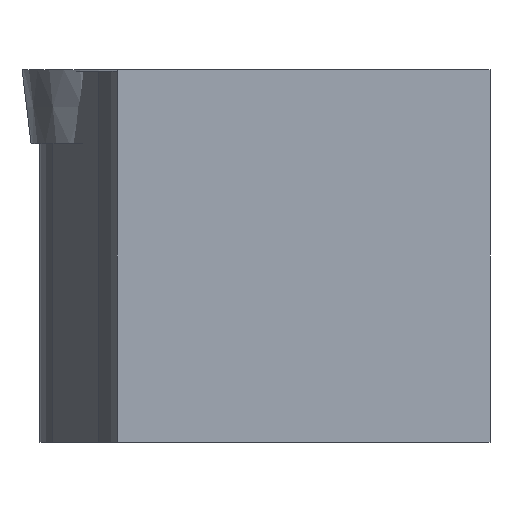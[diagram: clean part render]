
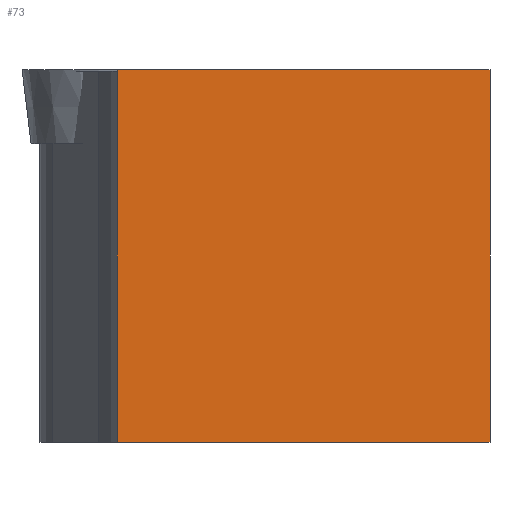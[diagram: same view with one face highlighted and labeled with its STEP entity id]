
A CAD part, front view. The second image highlights one B-rep face of the part: STEP entity #73.
In plain terms, the highlighted planar face has unit normal (0, -1, 0).
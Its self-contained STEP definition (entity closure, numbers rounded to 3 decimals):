
#60=PLANE('',#303);
#73=ADVANCED_FACE('',(#92),#60,.T.);
#92=FACE_OUTER_BOUND('',#103,.T.);
#103=EDGE_LOOP('',(#192,#193,#194,#195));
#132=LINE('',#433,#154);
#135=LINE('',#439,#157);
#136=LINE('',#441,#158);
#137=LINE('',#443,#159);
#154=VECTOR('',#352,1.);
#157=VECTOR('',#357,1.);
#158=VECTOR('',#360,1.);
#159=VECTOR('',#361,1.);
#192=ORIENTED_EDGE('',*,*,#272,.F.);
#193=ORIENTED_EDGE('',*,*,#271,.F.);
#194=ORIENTED_EDGE('',*,*,#268,.T.);
#195=ORIENTED_EDGE('',*,*,#273,.T.);
#240=VERTEX_POINT('',#432);
#241=VERTEX_POINT('',#434);
#242=VERTEX_POINT('',#438);
#243=VERTEX_POINT('',#442);
#268=EDGE_CURVE('',#241,#240,#132,.T.);
#271=EDGE_CURVE('',#241,#242,#135,.T.);
#272=EDGE_CURVE('',#242,#243,#136,.T.);
#273=EDGE_CURVE('',#240,#243,#137,.T.);
#303=AXIS2_PLACEMENT_3D('',#444,#362,#363);
#352=DIRECTION('',(-1.,0.,0.));
#357=DIRECTION('',(0.,0.,-1.));
#360=DIRECTION('',(-1.,0.,0.));
#361=DIRECTION('',(0.,0.,-1.));
#362=DIRECTION('',(0.,-1.,0.));
#363=DIRECTION('',(0.,0.,-1.));
#432=CARTESIAN_POINT('',(10.202,-251.402,0.02));
#433=CARTESIAN_POINT('',(50.202,-251.402,0.02));
#434=CARTESIAN_POINT('',(50.202,-251.402,0.02));
#438=CARTESIAN_POINT('',(50.202,-251.402,-39.98));
#439=CARTESIAN_POINT('',(50.202,-251.402,0.02));
#441=CARTESIAN_POINT('',(50.202,-251.402,-39.98));
#442=CARTESIAN_POINT('',(10.202,-251.402,-39.98));
#443=CARTESIAN_POINT('',(10.202,-251.402,0.02));
#444=CARTESIAN_POINT('',(50.202,-251.402,0.02));
